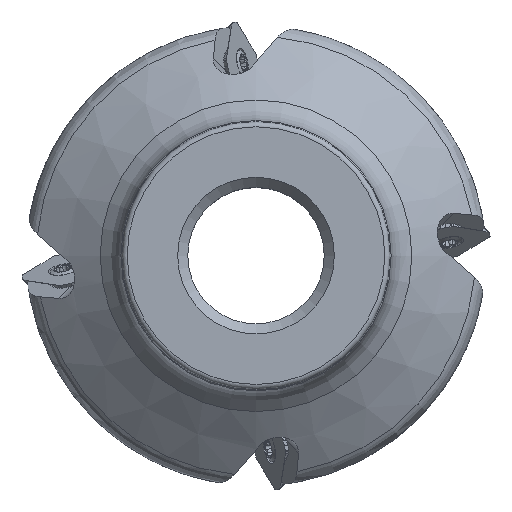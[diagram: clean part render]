
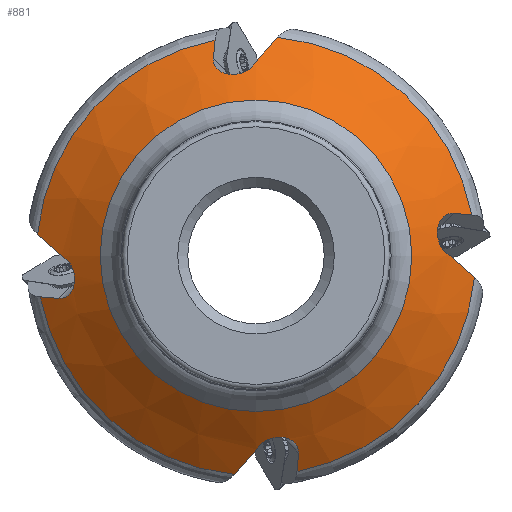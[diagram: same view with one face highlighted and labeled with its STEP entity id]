
A CAD part, top view. The second image highlights one B-rep face of the part: STEP entity #881.
In plain terms, the highlighted conical face has half-angle 53.754 degrees and reference radius 45.5 mm.
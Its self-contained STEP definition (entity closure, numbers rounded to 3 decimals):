
#351=CONICAL_SURFACE('',#8762,45.5,53.754);
#881=ADVANCED_FACE('SU_5',(#1718,#1719),#351,.T.);
#1486=CIRCLE('',#8650,43.456);
#1491=CIRCLE('',#8661,43.456);
#1496=CIRCLE('',#8672,43.456);
#1533=CIRCLE('',#8760,43.456);
#1534=CIRCLE('',#8761,30.837);
#1718=FACE_BOUND('',#1929,.T.);
#1719=FACE_BOUND('',#1930,.T.);
#1929=EDGE_LOOP('',(#3541,#3542,#3543,#3544,#3545,#3546,#3547,#3548,#3549,
#3550,#3551,#3552,#3553,#3554,#3555,#3556));
#1930=EDGE_LOOP('',(#3557));
#2536=B_SPLINE_CURVE_WITH_KNOTS('',3,(#13750,#13751,#13752,#13753,#13754,
#13755,#13756,#13757),.UNSPECIFIED.,.F.,.F.,(4,2,2,4),(0.,0.5,0.75,1.),
 .UNSPECIFIED.);
#2537=B_SPLINE_CURVE_WITH_KNOTS('',3,(#13760,#13761,#13762,#13763),
 .UNSPECIFIED.,.F.,.F.,(4,4),(0.,1.),.UNSPECIFIED.);
#2538=B_SPLINE_CURVE_WITH_KNOTS('',3,(#13764,#13765,#13766,#13767),
 .UNSPECIFIED.,.F.,.F.,(4,4),(0.,1.),.UNSPECIFIED.);
#2539=B_SPLINE_CURVE_WITH_KNOTS('',3,(#13769,#13770,#13771,#13772,#13773,
#13774,#13775,#13776),.UNSPECIFIED.,.F.,.F.,(4,2,2,4),(0.,0.5,0.75,1.),
 .UNSPECIFIED.);
#2540=B_SPLINE_CURVE_WITH_KNOTS('',3,(#13778,#13779,#13780,#13781),
 .UNSPECIFIED.,.F.,.F.,(4,4),(0.,1.),.UNSPECIFIED.);
#2541=B_SPLINE_CURVE_WITH_KNOTS('',3,(#13785,#13786,#13787,#13788),
 .UNSPECIFIED.,.F.,.F.,(4,4),(0.,1.),.UNSPECIFIED.);
#2542=B_SPLINE_CURVE_WITH_KNOTS('',3,(#13790,#13791,#13792,#13793,#13794,
#13795,#13796,#13797),.UNSPECIFIED.,.F.,.F.,(4,2,2,4),(0.,0.5,0.75,1.),
 .UNSPECIFIED.);
#2543=B_SPLINE_CURVE_WITH_KNOTS('',3,(#13799,#13800,#13801,#13802),
 .UNSPECIFIED.,.F.,.F.,(4,4),(0.,1.),.UNSPECIFIED.);
#2544=B_SPLINE_CURVE_WITH_KNOTS('',3,(#13803,#13804,#13805,#13806),
 .UNSPECIFIED.,.F.,.F.,(4,4),(0.,1.),.UNSPECIFIED.);
#2545=B_SPLINE_CURVE_WITH_KNOTS('',3,(#13808,#13809,#13810,#13811,#13812,
#13813,#13814,#13815),.UNSPECIFIED.,.F.,.F.,(4,2,2,4),(0.,0.5,0.75,1.),
 .UNSPECIFIED.);
#2546=B_SPLINE_CURVE_WITH_KNOTS('',3,(#13817,#13818,#13819,#13820),
 .UNSPECIFIED.,.F.,.F.,(4,4),(0.,1.),.UNSPECIFIED.);
#2547=B_SPLINE_CURVE_WITH_KNOTS('',3,(#13821,#13822,#13823,#13824),
 .UNSPECIFIED.,.F.,.F.,(4,4),(0.,1.),.UNSPECIFIED.);
#3541=ORIENTED_EDGE('',*,*,#6746,.T.);
#3542=ORIENTED_EDGE('',*,*,#6747,.T.);
#3543=ORIENTED_EDGE('',*,*,#6606,.T.);
#3544=ORIENTED_EDGE('',*,*,#6748,.T.);
#3545=ORIENTED_EDGE('',*,*,#6749,.T.);
#3546=ORIENTED_EDGE('',*,*,#6750,.T.);
#3547=ORIENTED_EDGE('',*,*,#6751,.T.);
#3548=ORIENTED_EDGE('',*,*,#6752,.T.);
#3549=ORIENTED_EDGE('',*,*,#6753,.T.);
#3550=ORIENTED_EDGE('',*,*,#6754,.T.);
#3551=ORIENTED_EDGE('',*,*,#6627,.T.);
#3552=ORIENTED_EDGE('',*,*,#6755,.T.);
#3553=ORIENTED_EDGE('',*,*,#6756,.T.);
#3554=ORIENTED_EDGE('',*,*,#6757,.T.);
#3555=ORIENTED_EDGE('',*,*,#6616,.T.);
#3556=ORIENTED_EDGE('',*,*,#6758,.T.);
#3557=ORIENTED_EDGE('',*,*,#6759,.T.);
#5716=VERTEX_POINT('',#12948);
#5717=VERTEX_POINT('',#12953);
#5725=VERTEX_POINT('',#13001);
#5726=VERTEX_POINT('',#13003);
#5734=VERTEX_POINT('',#13054);
#5735=VERTEX_POINT('',#13056);
#5812=VERTEX_POINT('',#13758);
#5813=VERTEX_POINT('',#13759);
#5814=VERTEX_POINT('',#13768);
#5815=VERTEX_POINT('',#13777);
#5816=VERTEX_POINT('',#13782);
#5817=VERTEX_POINT('',#13784);
#5818=VERTEX_POINT('',#13789);
#5819=VERTEX_POINT('',#13798);
#5820=VERTEX_POINT('',#13807);
#5821=VERTEX_POINT('',#13816);
#5822=VERTEX_POINT('',#13826);
#6606=EDGE_CURVE('',#5716,#5717,#1486,.T.);
#6616=EDGE_CURVE('',#5726,#5725,#1491,.T.);
#6627=EDGE_CURVE('',#5735,#5734,#1496,.T.);
#6746=EDGE_CURVE('',#5812,#5813,#2536,.T.);
#6747=EDGE_CURVE('',#5813,#5716,#2537,.T.);
#6748=EDGE_CURVE('',#5717,#5814,#2538,.T.);
#6749=EDGE_CURVE('',#5814,#5815,#2539,.T.);
#6750=EDGE_CURVE('',#5815,#5816,#2540,.T.);
#6751=EDGE_CURVE('',#5816,#5817,#1533,.T.);
#6752=EDGE_CURVE('',#5817,#5818,#2541,.T.);
#6753=EDGE_CURVE('',#5818,#5819,#2542,.T.);
#6754=EDGE_CURVE('',#5819,#5735,#2543,.T.);
#6755=EDGE_CURVE('',#5734,#5820,#2544,.T.);
#6756=EDGE_CURVE('',#5820,#5821,#2545,.T.);
#6757=EDGE_CURVE('',#5821,#5726,#2546,.T.);
#6758=EDGE_CURVE('',#5725,#5812,#2547,.T.);
#6759=EDGE_CURVE('',#5822,#5822,#1534,.T.);
#8650=AXIS2_PLACEMENT_3D('',#12954,#9714,#9715);
#8661=AXIS2_PLACEMENT_3D('',#13002,#9736,#9737);
#8672=AXIS2_PLACEMENT_3D('',#13055,#9758,#9759);
#8760=AXIS2_PLACEMENT_3D('',#13783,#9934,#9935);
#8761=AXIS2_PLACEMENT_3D('',#13825,#9936,#9937);
#8762=AXIS2_PLACEMENT_3D('',#13827,#9938,#9939);
#9714=DIRECTION('',(0.,0.,1.));
#9715=DIRECTION('',(1.,0.,0.));
#9736=DIRECTION('',(0.,0.,1.));
#9737=DIRECTION('',(1.,0.,0.));
#9758=DIRECTION('',(0.,0.,1.));
#9759=DIRECTION('',(1.,0.,0.));
#9934=DIRECTION('',(0.,0.,1.));
#9935=DIRECTION('',(1.,0.,0.));
#9936=DIRECTION('',(0.,0.,-1.));
#9937=DIRECTION('',(-1.,0.,0.));
#9938=DIRECTION('',(0.,0.,-1.));
#9939=DIRECTION('',(-1.,0.,0.));
#12948=CARTESIAN_POINT('',(-8.115,42.692,-30.968));
#12953=CARTESIAN_POINT('',(-43.247,4.262,-30.968));
#12954=CARTESIAN_POINT('',(0.,0.,-30.968));
#13001=CARTESIAN_POINT('',(4.262,43.247,-30.968));
#13002=CARTESIAN_POINT('',(0.,0.,-30.968));
#13003=CARTESIAN_POINT('',(42.692,8.115,-30.968));
#13054=CARTESIAN_POINT('',(43.247,-4.262,-30.968));
#13055=CARTESIAN_POINT('',(0.,0.,-30.968));
#13056=CARTESIAN_POINT('',(8.115,-42.692,-30.968));
#13750=CARTESIAN_POINT('',(-0.161,38.296,-27.185));
#13751=CARTESIAN_POINT('',(-0.885,36.807,-26.095));
#13752=CARTESIAN_POINT('',(-2.967,35.81,-25.413));
#13753=CARTESIAN_POINT('',(-5.927,35.96,-25.818));
#13754=CARTESIAN_POINT('',(-6.855,36.283,-26.176));
#13755=CARTESIAN_POINT('',(-8.149,37.417,-27.181));
#13756=CARTESIAN_POINT('',(-8.478,38.215,-27.806));
#13757=CARTESIAN_POINT('',(-8.413,39.022,-28.374));
#13758=CARTESIAN_POINT('',(-0.161,38.296,-27.185));
#13759=CARTESIAN_POINT('',(-8.413,39.022,-28.374));
#13760=CARTESIAN_POINT('',(-8.413,39.022,-28.374));
#13761=CARTESIAN_POINT('',(-8.315,40.247,-29.237));
#13762=CARTESIAN_POINT('',(-8.215,41.47,-30.101));
#13763=CARTESIAN_POINT('',(-8.115,42.692,-30.968));
#13764=CARTESIAN_POINT('',(-43.247,4.262,-30.968));
#13765=CARTESIAN_POINT('',(-41.625,2.778,-29.678));
#13766=CARTESIAN_POINT('',(-39.978,1.302,-28.413));
#13767=CARTESIAN_POINT('',(-38.296,-0.161,-27.185));
#13768=CARTESIAN_POINT('',(-38.296,-0.161,-27.185));
#13769=CARTESIAN_POINT('',(-38.296,-0.161,-27.185));
#13770=CARTESIAN_POINT('',(-36.809,-0.884,-26.097));
#13771=CARTESIAN_POINT('',(-35.813,-2.983,-25.417));
#13772=CARTESIAN_POINT('',(-35.957,-5.908,-25.814));
#13773=CARTESIAN_POINT('',(-36.28,-6.852,-26.174));
#13774=CARTESIAN_POINT('',(-37.419,-8.151,-27.182));
#13775=CARTESIAN_POINT('',(-38.214,-8.478,-27.805));
#13776=CARTESIAN_POINT('',(-39.022,-8.413,-28.374));
#13777=CARTESIAN_POINT('',(-39.022,-8.413,-28.374));
#13778=CARTESIAN_POINT('',(-39.022,-8.413,-28.374));
#13779=CARTESIAN_POINT('',(-40.247,-8.315,-29.237));
#13780=CARTESIAN_POINT('',(-41.47,-8.215,-30.101));
#13781=CARTESIAN_POINT('',(-42.692,-8.115,-30.968));
#13782=CARTESIAN_POINT('',(-42.692,-8.115,-30.968));
#13783=CARTESIAN_POINT('',(0.,0.,-30.968));
#13784=CARTESIAN_POINT('',(-4.262,-43.247,-30.968));
#13785=CARTESIAN_POINT('',(-4.262,-43.247,-30.968));
#13786=CARTESIAN_POINT('',(-2.778,-41.625,-29.678));
#13787=CARTESIAN_POINT('',(-1.302,-39.978,-28.413));
#13788=CARTESIAN_POINT('',(0.161,-38.296,-27.185));
#13789=CARTESIAN_POINT('',(0.161,-38.296,-27.185));
#13790=CARTESIAN_POINT('',(0.161,-38.296,-27.185));
#13791=CARTESIAN_POINT('',(0.885,-36.808,-26.096));
#13792=CARTESIAN_POINT('',(2.983,-35.812,-25.417));
#13793=CARTESIAN_POINT('',(5.911,-35.958,-25.815));
#13794=CARTESIAN_POINT('',(6.857,-36.286,-26.179));
#13795=CARTESIAN_POINT('',(8.143,-37.411,-27.175));
#13796=CARTESIAN_POINT('',(8.479,-38.206,-27.8));
#13797=CARTESIAN_POINT('',(8.413,-39.022,-28.374));
#13798=CARTESIAN_POINT('',(8.413,-39.022,-28.374));
#13799=CARTESIAN_POINT('',(8.413,-39.022,-28.374));
#13800=CARTESIAN_POINT('',(8.315,-40.247,-29.237));
#13801=CARTESIAN_POINT('',(8.215,-41.47,-30.101));
#13802=CARTESIAN_POINT('',(8.115,-42.692,-30.968));
#13803=CARTESIAN_POINT('',(43.247,-4.262,-30.968));
#13804=CARTESIAN_POINT('',(41.625,-2.778,-29.678));
#13805=CARTESIAN_POINT('',(39.978,-1.302,-28.413));
#13806=CARTESIAN_POINT('',(38.296,0.161,-27.185));
#13807=CARTESIAN_POINT('',(38.296,0.161,-27.185));
#13808=CARTESIAN_POINT('',(38.296,0.161,-27.185));
#13809=CARTESIAN_POINT('',(36.795,0.891,-26.087));
#13810=CARTESIAN_POINT('',(35.811,2.955,-25.413));
#13811=CARTESIAN_POINT('',(35.959,5.925,-25.817));
#13812=CARTESIAN_POINT('',(36.278,6.849,-26.172));
#13813=CARTESIAN_POINT('',(37.418,8.151,-27.182));
#13814=CARTESIAN_POINT('',(38.214,8.478,-27.805));
#13815=CARTESIAN_POINT('',(39.022,8.413,-28.374));
#13816=CARTESIAN_POINT('',(39.022,8.413,-28.374));
#13817=CARTESIAN_POINT('',(39.022,8.413,-28.374));
#13818=CARTESIAN_POINT('',(40.247,8.315,-29.237));
#13819=CARTESIAN_POINT('',(41.47,8.215,-30.101));
#13820=CARTESIAN_POINT('',(42.692,8.115,-30.968));
#13821=CARTESIAN_POINT('',(4.262,43.247,-30.968));
#13822=CARTESIAN_POINT('',(2.778,41.625,-29.678));
#13823=CARTESIAN_POINT('',(1.302,39.978,-28.413));
#13824=CARTESIAN_POINT('',(-0.161,38.296,-27.185));
#13825=CARTESIAN_POINT('',(0.,0.,-21.716));
#13826=CARTESIAN_POINT('',(-30.837,0.,-21.716));
#13827=CARTESIAN_POINT('',(0.,0.,-32.466));
